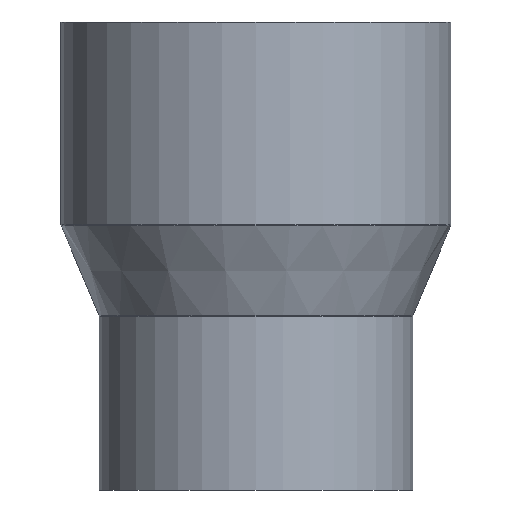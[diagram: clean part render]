
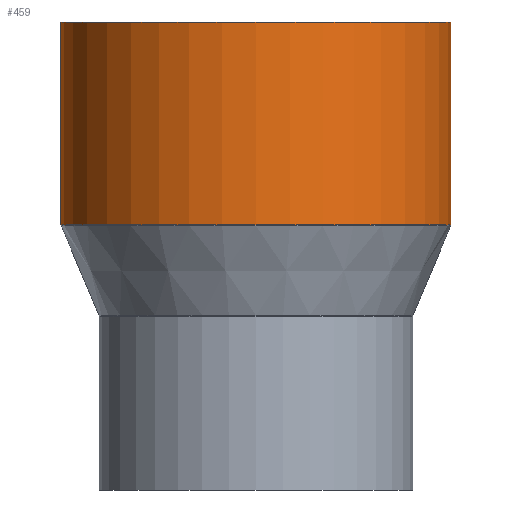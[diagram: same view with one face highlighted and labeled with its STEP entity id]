
A CAD part, front view. The second image highlights one B-rep face of the part: STEP entity #459.
In plain terms, the highlighted cylindrical face has radius 140 mm (diameter 280 mm), a partial arc.
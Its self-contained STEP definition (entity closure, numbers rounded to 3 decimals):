
#35 = CYLINDRICAL_SURFACE ( 'NONE', #572, 140. ) ;
#105 = VECTOR ( 'NONE', #636, 1000. ) ;
#133 = FACE_OUTER_BOUND ( 'NONE', #259, .T. ) ;
#136 = DIRECTION ( 'NONE',  ( -1., 0., 0. ) ) ;
#151 = CARTESIAN_POINT ( 'NONE',  ( 140., 0., 174.718 ) ) ;
#156 = ORIENTED_EDGE ( 'NONE', *, *, #420, .T. ) ;
#167 = DIRECTION ( 'NONE',  ( 0., 0., -1. ) ) ;
#168 = VERTEX_POINT ( 'NONE', #451 ) ;
#184 = LINE ( 'NONE', #339, #268 ) ;
#185 = CIRCLE ( 'NONE', #553, 140. ) ;
#188 = CARTESIAN_POINT ( 'NONE',  ( 140., 0., 29.124 ) ) ;
#259 = EDGE_LOOP ( 'NONE', ( #512, #156, #327, #423 ) ) ;
#268 = VECTOR ( 'NONE', #531, 1000. ) ;
#285 = DIRECTION ( 'NONE',  ( 0., 0., -1. ) ) ;
#327 = ORIENTED_EDGE ( 'NONE', *, *, #359, .T. ) ;
#338 = VERTEX_POINT ( 'NONE', #489 ) ;
#339 = CARTESIAN_POINT ( 'NONE',  ( -140., 0., -16.533 ) ) ;
#359 = EDGE_CURVE ( 'NONE', #338, #168, #184, .T. ) ;
#393 = AXIS2_PLACEMENT_3D ( 'NONE', #611, #167, #567 ) ;
#420 = EDGE_CURVE ( 'NONE', #551, #338, #185, .T. ) ;
#423 = ORIENTED_EDGE ( 'NONE', *, *, #565, .F. ) ;
#425 = VERTEX_POINT ( 'NONE', #188 ) ;
#440 = DIRECTION ( 'NONE',  ( -1., 0., 0. ) ) ;
#451 = CARTESIAN_POINT ( 'NONE',  ( -140., 0., 29.124 ) ) ;
#459 = ADVANCED_FACE ( 'NONE', ( #133 ), #35, .T. ) ;
#469 = CIRCLE ( 'NONE', #393, 140. ) ;
#489 = CARTESIAN_POINT ( 'NONE',  ( -140., 0., 174.718 ) ) ;
#512 = ORIENTED_EDGE ( 'NONE', *, *, #644, .F. ) ;
#525 = CARTESIAN_POINT ( 'NONE',  ( 140., 0., -16.533 ) ) ;
#531 = DIRECTION ( 'NONE',  ( 0., 0., -1. ) ) ;
#533 = LINE ( 'NONE', #525, #105 ) ;
#535 = CARTESIAN_POINT ( 'NONE',  ( 0., 0., 174.718 ) ) ;
#546 = CARTESIAN_POINT ( 'NONE',  ( 0., 0., -16.533 ) ) ;
#551 = VERTEX_POINT ( 'NONE', #151 ) ;
#553 = AXIS2_PLACEMENT_3D ( 'NONE', #535, #639, #136 ) ;
#565 = EDGE_CURVE ( 'NONE', #425, #168, #469, .T. ) ;
#567 = DIRECTION ( 'NONE',  ( -1., 0., 0. ) ) ;
#572 = AXIS2_PLACEMENT_3D ( 'NONE', #546, #285, #440 ) ;
#611 = CARTESIAN_POINT ( 'NONE',  ( 0., 0., 29.124 ) ) ;
#636 = DIRECTION ( 'NONE',  ( 0., 0., -1. ) ) ;
#639 = DIRECTION ( 'NONE',  ( 0., 0., -1. ) ) ;
#644 = EDGE_CURVE ( 'NONE', #551, #425, #533, .T. ) ;
